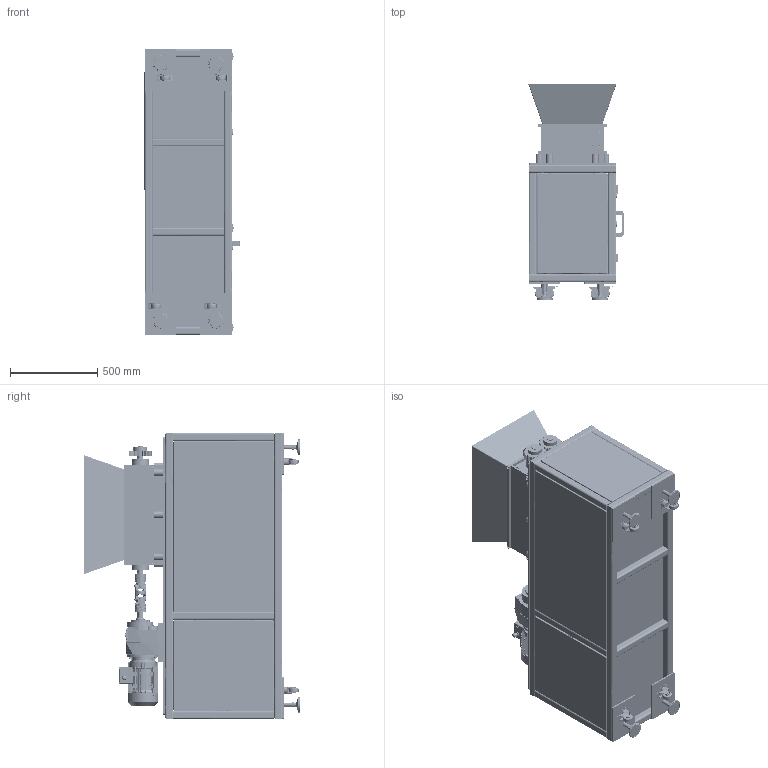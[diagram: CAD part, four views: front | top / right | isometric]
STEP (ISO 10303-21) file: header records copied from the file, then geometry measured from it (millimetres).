
FILE_DESCRIPTION(('FreeCAD Model'),'2;1');
FILE_NAME('Open CASCADE Shape Model','2025-05-07T23:26:32',('FreeCAD'),( 'FreeCAD'),'Open CASCADE STEP processor 7.6','FreeCAD','Unknown');
FILE_SCHEMA(('AUTOMOTIVE_DESIGN { 1 0 10303 214 1 1 1 1 }'));
Products named in the file (1): Open CASCADE STEP translator 7.6 1
Bounding box: 545.12 x 1234.26 x 1637.34 mm (x, y, z)
Volume: 69300416.4 mm3; surface area: 24765628 mm2
Topology: 293 solids, 297 shells, 10116 faces, 26133 edges, 16764 vertices
Faces by surface type: bspline 10116
Entity records: 358646 total; most frequent: CARTESIAN_POINT 210036, ORIENTED_EDGE 51990, EDGE_CURVE 25995, VERTEX_POINT 16764, B_SPLINE_CURVE_WITH_KNOTS 15065, FACE_BOUND 11953, EDGE_LOOP 11953, ADVANCED_FACE 10116
